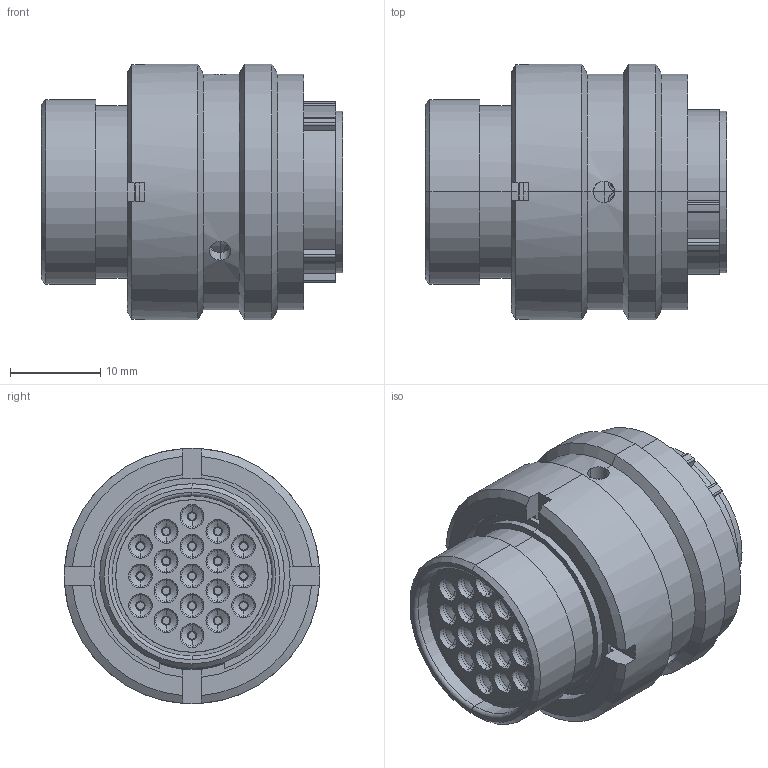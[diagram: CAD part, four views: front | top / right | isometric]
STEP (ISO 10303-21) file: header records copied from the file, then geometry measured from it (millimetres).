
FILE_DESCRIPTION (( 'STEP AP214' ), '1' );
FILE_NAME ('AS614-19SB.STEP', '2020-06-05T11:54:30', ( 'TE Connectivity' ), ( 'TE Connectivity' ), 'SwSTEP 2.0', 'SolidWorks 2016', '' );
FILE_SCHEMA (( 'AUTOMOTIVE_DESIGN' ));
Length unit declared in the file: millimetre
Products named in the file (1): AS614-19SB
Bounding box: 33.37 x 28.3 x 28.3 mm (x, y, z)
Volume: 12172.4 mm3; surface area: 14537.4 mm2
Topology: 8 solids, 8 shells, 880 faces, 2266 edges, 1433 vertices
Faces by surface type: plane 307, cylinder 280, torus 158, cone 126, bspline 9
Entity records: 42497 total; most frequent: CARTESIAN_POINT 12323, ORIENTED_EDGE 4532, DIRECTION 3947, EDGE_CURVE 2266, AXIS2_PLACEMENT_3D 1676, VERTEX_POINT 1433, EDGE_LOOP 1001, UNCERTAINTY_MEASURE_WITH_UNIT 890
